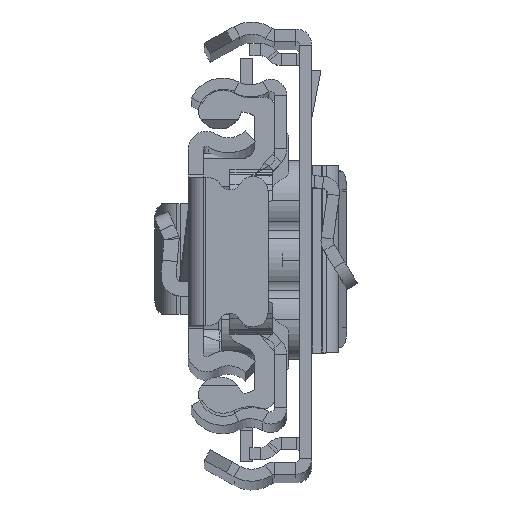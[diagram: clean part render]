
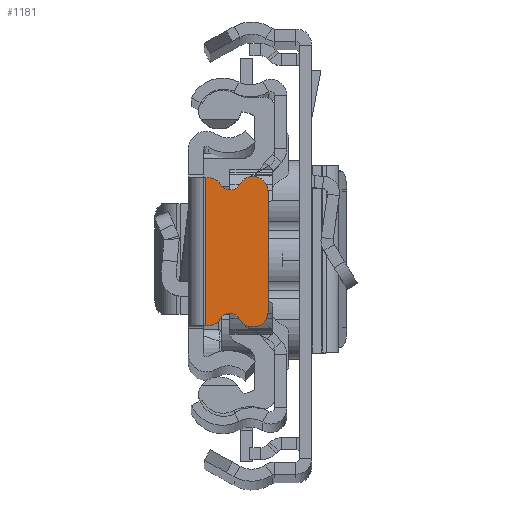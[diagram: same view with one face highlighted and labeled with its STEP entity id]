
A CAD part, top view. The second image highlights one B-rep face of the part: STEP entity #1181.
In plain terms, the highlighted planar face has unit normal (0, 0, 1).
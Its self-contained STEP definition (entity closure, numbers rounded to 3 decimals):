
#175 = LINE ( 'NONE', #14468, #2638 ) ;
#1181 = ADVANCED_FACE ( 'NONE', ( #12440 ), #12690, .T. ) ;
#1452 = CARTESIAN_POINT ( 'NONE',  ( -1.75, -7.37, 0. ) ) ;
#1483 = CARTESIAN_POINT ( 'NONE',  ( -4.142, 7.236, 0. ) ) ;
#1876 = ORIENTED_EDGE ( 'NONE', *, *, #14107, .T. ) ;
#2127 = VECTOR ( 'NONE', #7308, 1000. ) ;
#2256 = DIRECTION ( 'NONE',  ( 0., 0., 1. ) ) ;
#2635 = EDGE_CURVE ( 'NONE', #24875, #9544, #25829, .T. ) ;
#2638 = VECTOR ( 'NONE', #24396, 1000. ) ;
#2650 = CARTESIAN_POINT ( 'NONE',  ( -5.109, -6.713, 0. ) ) ;
#3039 = CARTESIAN_POINT ( 'NONE',  ( -1.929, -7.37, 0. ) ) ;
#3062 = ORIENTED_EDGE ( 'NONE', *, *, #19676, .T. ) ;
#3193 = VERTEX_POINT ( 'NONE', #6567 ) ;
#3254 = ORIENTED_EDGE ( 'NONE', *, *, #4808, .F. ) ;
#3357 = VERTEX_POINT ( 'NONE', #24239 ) ;
#3769 = DIRECTION ( 'NONE',  ( 1., 0., 0. ) ) ;
#3918 = DIRECTION ( 'NONE',  ( 0., 0., -1. ) ) ;
#4035 = DIRECTION ( 'NONE',  ( 0., 0., -1. ) ) ;
#4525 = LINE ( 'NONE', #3039, #22209 ) ;
#4808 = EDGE_CURVE ( 'NONE', #9544, #7134, #175, .T. ) ;
#5295 = ORIENTED_EDGE ( 'NONE', *, *, #26372, .T. ) ;
#5659 = EDGE_CURVE ( 'NONE', #24110, #24535, #20939, .T. ) ;
#6219 = DIRECTION ( 'NONE',  ( 1., 0., 0. ) ) ;
#6292 = CARTESIAN_POINT ( 'NONE',  ( -7.929, -6., 0. ) ) ;
#6567 = CARTESIAN_POINT ( 'NONE',  ( -3.206, 6.658, 0. ) ) ;
#6997 = AXIS2_PLACEMENT_3D ( 'NONE', #18577, #10389, #6219 ) ;
#7134 = VERTEX_POINT ( 'NONE', #1452 ) ;
#7308 = DIRECTION ( 'NONE',  ( 1., 0., 0. ) ) ;
#7630 = AXIS2_PLACEMENT_3D ( 'NONE', #12289, #12563, #10536 ) ;
#7637 = CIRCLE ( 'NONE', #26472, 1.5 ) ;
#8120 = EDGE_CURVE ( 'NONE', #7134, #25059, #4525, .T. ) ;
#8723 = CARTESIAN_POINT ( 'NONE',  ( -6.429, -6., 0. ) ) ;
#8729 = AXIS2_PLACEMENT_3D ( 'NONE', #20624, #20350, #10407 ) ;
#8833 = AXIS2_PLACEMENT_3D ( 'NONE', #18177, #3918, #17927 ) ;
#9544 = VERTEX_POINT ( 'NONE', #15535 ) ;
#9668 = EDGE_LOOP ( 'NONE', ( #3254, #15783, #1876, #9669, #5295, #23827, #25659, #3062, #13949, #15784 ) ) ;
#9669 = ORIENTED_EDGE ( 'NONE', *, *, #14401, .T. ) ;
#10389 = DIRECTION ( 'NONE',  ( 0., 0., 1. ) ) ;
#10407 = DIRECTION ( 'NONE',  ( 1., 0., 0. ) ) ;
#10536 = DIRECTION ( 'NONE',  ( -1., 0., 0. ) ) ;
#10738 = DIRECTION ( 'NONE',  ( 0., -1., 0. ) ) ;
#10940 = AXIS2_PLACEMENT_3D ( 'NONE', #8723, #2256, #16933 ) ;
#11135 = DIRECTION ( 'NONE',  ( -1., 0., 0. ) ) ;
#11802 = CARTESIAN_POINT ( 'NONE',  ( -7.929, -6., 0. ) ) ;
#12055 = EDGE_CURVE ( 'NONE', #3357, #25059, #16031, .T. ) ;
#12289 = CARTESIAN_POINT ( 'NONE',  ( -1.929, 5.87, 0. ) ) ;
#12440 = FACE_OUTER_BOUND ( 'NONE', #9668, .T. ) ;
#12563 = DIRECTION ( 'NONE',  ( 0., 0., 1. ) ) ;
#12690 = PLANE ( 'NONE',  #8729 ) ;
#13618 = CARTESIAN_POINT ( 'NONE',  ( -6.429, 6., 0. ) ) ;
#13949 = ORIENTED_EDGE ( 'NONE', *, *, #12055, .T. ) ;
#14107 = EDGE_CURVE ( 'NONE', #24875, #3193, #17072, .T. ) ;
#14401 = EDGE_CURVE ( 'NONE', #3193, #20592, #19231, .T. ) ;
#14468 = CARTESIAN_POINT ( 'NONE',  ( -1.75, 0., 0. ) ) ;
#15097 = DIRECTION ( 'NONE',  ( 0., 0., 1. ) ) ;
#15389 = VERTEX_POINT ( 'NONE', #2650 ) ;
#15535 = CARTESIAN_POINT ( 'NONE',  ( -1.75, 7.37, 0. ) ) ;
#15783 = ORIENTED_EDGE ( 'NONE', *, *, #2635, .F. ) ;
#15784 = ORIENTED_EDGE ( 'NONE', *, *, #8120, .F. ) ;
#16031 = CIRCLE ( 'NONE', #6997, 1.5 ) ;
#16087 = CIRCLE ( 'NONE', #10940, 1.5 ) ;
#16328 = EDGE_CURVE ( 'NONE', #24535, #15389, #16087, .T. ) ;
#16933 = DIRECTION ( 'NONE',  ( 1., 0., 0. ) ) ;
#17072 = CIRCLE ( 'NONE', #7630, 1.5 ) ;
#17257 = DIRECTION ( 'NONE',  ( -1., 0., 0. ) ) ;
#17281 = CARTESIAN_POINT ( 'NONE',  ( -5.109, 6.713, 0. ) ) ;
#17529 = CARTESIAN_POINT ( 'NONE',  ( -1.929, -7.37, 0. ) ) ;
#17927 = DIRECTION ( 'NONE',  ( -1., 0., 0. ) ) ;
#18177 = CARTESIAN_POINT ( 'NONE',  ( -4.142, -7.236, 0. ) ) ;
#18577 = CARTESIAN_POINT ( 'NONE',  ( -1.929, -5.87, 0. ) ) ;
#19231 = CIRCLE ( 'NONE', #26483, 1.1 ) ;
#19676 = EDGE_CURVE ( 'NONE', #15389, #3357, #20425, .T. ) ;
#19959 = CARTESIAN_POINT ( 'NONE',  ( -1.929, 7.37, 0. ) ) ;
#20350 = DIRECTION ( 'NONE',  ( 0., 0., 1. ) ) ;
#20425 = CIRCLE ( 'NONE', #8833, 1.1 ) ;
#20592 = VERTEX_POINT ( 'NONE', #17281 ) ;
#20624 = CARTESIAN_POINT ( 'NONE',  ( 494.071, 0., 0. ) ) ;
#20939 = LINE ( 'NONE', #6292, #25675 ) ;
#21825 = CARTESIAN_POINT ( 'NONE',  ( -1.929, 7.37, 0. ) ) ;
#22209 = VECTOR ( 'NONE', #11135, 1000. ) ;
#23827 = ORIENTED_EDGE ( 'NONE', *, *, #5659, .T. ) ;
#24110 = VERTEX_POINT ( 'NONE', #25374 ) ;
#24239 = CARTESIAN_POINT ( 'NONE',  ( -3.206, -6.658, 0. ) ) ;
#24396 = DIRECTION ( 'NONE',  ( 0., -1., 0. ) ) ;
#24535 = VERTEX_POINT ( 'NONE', #11802 ) ;
#24875 = VERTEX_POINT ( 'NONE', #19959 ) ;
#25059 = VERTEX_POINT ( 'NONE', #17529 ) ;
#25374 = CARTESIAN_POINT ( 'NONE',  ( -7.929, 6., 0. ) ) ;
#25659 = ORIENTED_EDGE ( 'NONE', *, *, #16328, .T. ) ;
#25675 = VECTOR ( 'NONE', #10738, 1000. ) ;
#25829 = LINE ( 'NONE', #21825, #2127 ) ;
#26372 = EDGE_CURVE ( 'NONE', #20592, #24110, #7637, .T. ) ;
#26472 = AXIS2_PLACEMENT_3D ( 'NONE', #13618, #15097, #17257 ) ;
#26483 = AXIS2_PLACEMENT_3D ( 'NONE', #1483, #4035, #3769 ) ;
